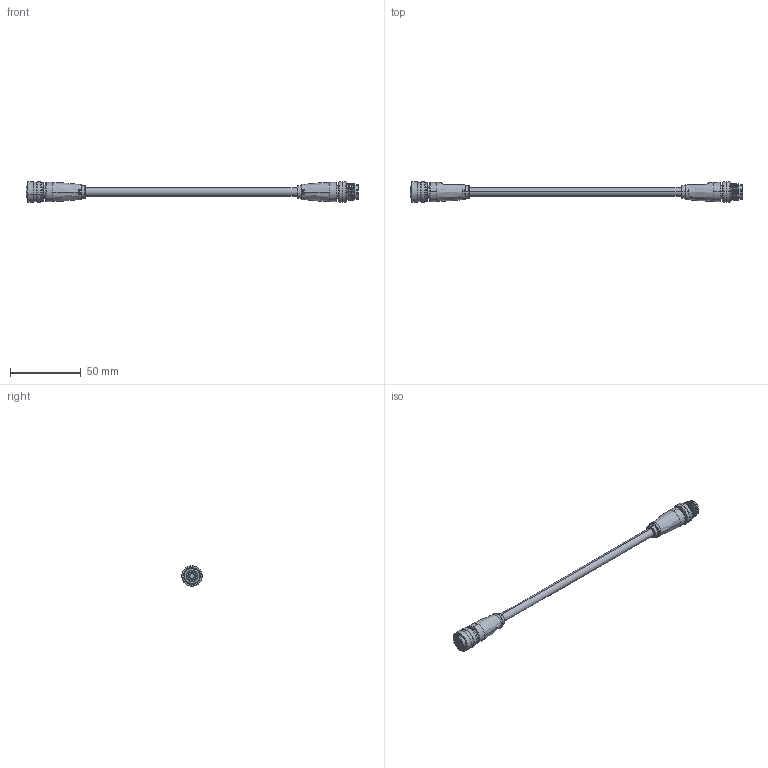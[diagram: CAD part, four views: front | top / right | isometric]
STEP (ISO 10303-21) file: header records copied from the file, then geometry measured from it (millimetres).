
FILE_DESCRIPTION (( 'STEP AP203' ), '1' );
FILE_NAME ('10-04546_revA.STEP', '2022-01-19T16:59:16', ( '' ), ( '' ), 'SwSTEP 2.0', 'SolidWorks 2021', '' );
FILE_SCHEMA (( 'CONFIG_CONTROL_DESIGN' ));
Length unit declared in the file: millimetre
Products named in the file (14): 50-00980_STEP; 30-01578_blunt cut; 50-00987_STEP; 50-00987-04___; 10-04546_revA; 50-00987-03___; 50-00980-04___; 50-00980-03___; 50-00987-02_For STEP file; 24-00349_Wire O6.8 mm; 50-00980-05___; 50-00987-01___; 50-00980-01___; 50-00980-02_For STEP file
Assembly tree (20 placements, depth 3):
  10-04546_revA
    30-01578_blunt cut
    24-00349_Wire O6.8 mm  x2
    50-00980_STEP
      50-00980-01___
      50-00980-02_For STEP file
      50-00980-03___  x4
      50-00980-04___
      50-00980-05___
    50-00987_STEP
      50-00987-01___
      50-00987-02_For STEP file
      50-00987-03___  x4
      50-00987-04___
Bounding box: 235.2 x 14.5 x 14.5 mm (x, y, z)
Volume: 13929.6 mm3; surface area: 44525.3 mm2
Topology: 111 solids, 111 shells, 1547 faces, 3523 edges, 2254 vertices
Faces by surface type: cylinder 712, plane 489, torus 130, bspline 117, cone 91, sphere 8
Entity records: 36056 total; most frequent: CARTESIAN_POINT 10081, DIRECTION 5412, ORIENTED_EDGE 4682, EDGE_CURVE 2341, AXIS2_PLACEMENT_3D 2272, VERTEX_POINT 1523, EDGE_LOOP 1320, CIRCLE 1235
